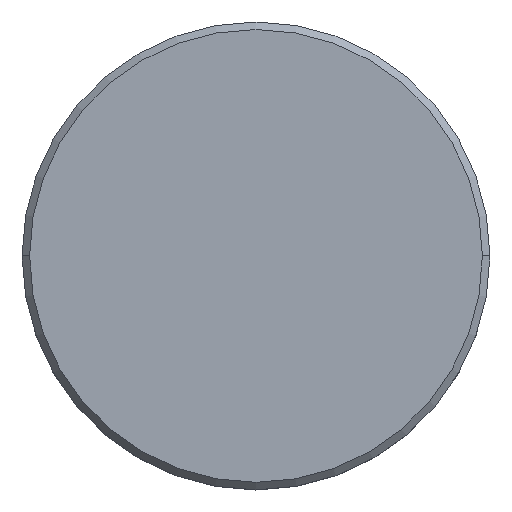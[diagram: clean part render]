
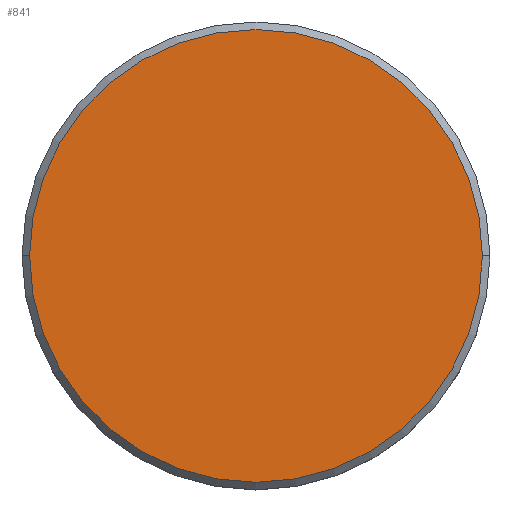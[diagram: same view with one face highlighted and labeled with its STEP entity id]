
A CAD part, top view. The second image highlights one B-rep face of the part: STEP entity #841.
In plain terms, the highlighted planar face has unit normal (0, 0, 1).
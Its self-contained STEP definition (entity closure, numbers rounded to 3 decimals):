
#14 = CARTESIAN_POINT ( 'NONE',  ( -15., 0., 0. ) ) ;
#18 = EDGE_LOOP ( 'NONE', ( #480, #1170 ) ) ;
#141 = CIRCLE ( 'NONE', #278, 15. ) ;
#244 = DIRECTION ( 'NONE',  ( 1., 0., 0. ) ) ;
#274 = DIRECTION ( 'NONE',  ( 0., 0., 1. ) ) ;
#278 = AXIS2_PLACEMENT_3D ( 'NONE', #939, #307, #848 ) ;
#280 = AXIS2_PLACEMENT_3D ( 'NONE', #644, #274, #244 ) ;
#304 = CARTESIAN_POINT ( 'NONE',  ( 0., 0., 0. ) ) ;
#307 = DIRECTION ( 'NONE',  ( 0., 0., 1. ) ) ;
#395 = CIRCLE ( 'NONE', #1007, 15. ) ;
#450 = EDGE_CURVE ( 'NONE', #709, #454, #141, .T. ) ;
#454 = VERTEX_POINT ( 'NONE', #14 ) ;
#480 = ORIENTED_EDGE ( 'NONE', *, *, #1028, .T. ) ;
#644 = CARTESIAN_POINT ( 'NONE',  ( 0., 0., 0. ) ) ;
#656 = DIRECTION ( 'NONE',  ( 1., 0., 0. ) ) ;
#709 = VERTEX_POINT ( 'NONE', #789 ) ;
#789 = CARTESIAN_POINT ( 'NONE',  ( 15., 0., 0. ) ) ;
#841 = ADVANCED_FACE ( 'NONE', ( #982 ), #1092, .T. ) ;
#848 = DIRECTION ( 'NONE',  ( 1., 0., 0. ) ) ;
#939 = CARTESIAN_POINT ( 'NONE',  ( 0., 0., 0. ) ) ;
#982 = FACE_OUTER_BOUND ( 'NONE', #18, .T. ) ;
#1007 = AXIS2_PLACEMENT_3D ( 'NONE', #304, #1023, #656 ) ;
#1023 = DIRECTION ( 'NONE',  ( 0., 0., 1. ) ) ;
#1028 = EDGE_CURVE ( 'NONE', #454, #709, #395, .T. ) ;
#1092 = PLANE ( 'NONE',  #280 ) ;
#1170 = ORIENTED_EDGE ( 'NONE', *, *, #450, .T. ) ;
